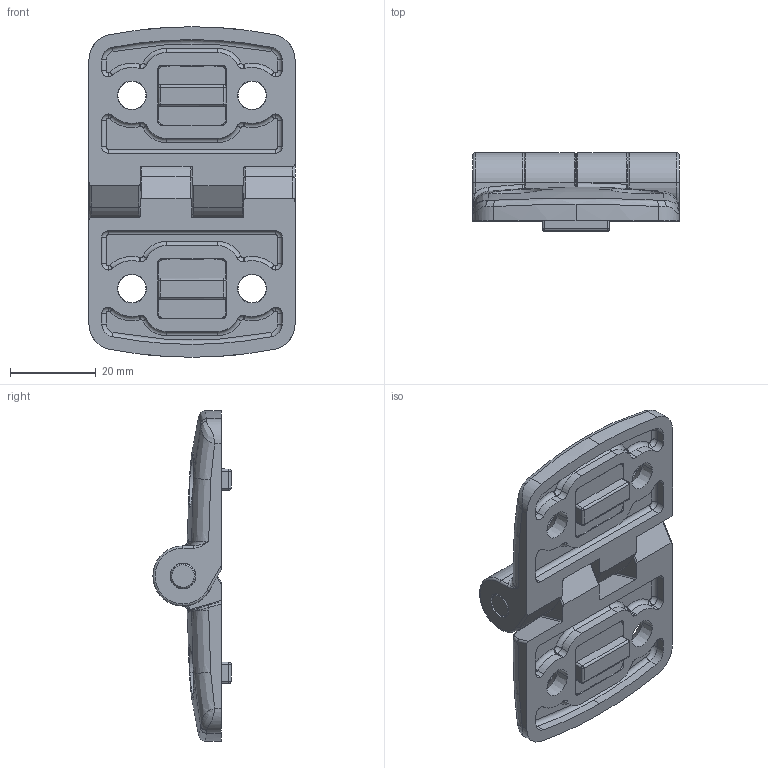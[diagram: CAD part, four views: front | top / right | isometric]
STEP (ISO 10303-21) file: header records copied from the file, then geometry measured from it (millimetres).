
FILE_DESCRIPTION (( 'STEP AP214' ), '1' );
FILE_NAME ('095a4040f.STEP', '2014-08-14T09:08:59', ( '' ), ( '' ), 'SwSTEP 2.0', 'SolidWorks 2014', '' );
FILE_SCHEMA (( 'AUTOMOTIVE_DESIGN' ));
Length unit declared in the file: millimetre
Products named in the file (4): 095an05_095 a n05; 095a-02e; 095a40f_095A40F - 114345; 095a4040f
Assembly tree (5 placements, depth 2):
  095a4040f
    095a40f_095A40F - 114345  x2
    095a-02e
    095an05_095 a n05  x2
Bounding box: 48 x 18.2 x 77 mm (x, y, z)
Volume: 23286.2 mm3; surface area: 15445.6 mm2
Topology: 5 solids, 5 shells, 791 faces, 1964 edges, 1155 vertices
Faces by surface type: plane 268, cylinder 261, torus 124, bspline 70, cone 52, sphere 16
Entity records: 16654 total; most frequent: CARTESIAN_POINT 5002, DIRECTION 2441, ORIENTED_EDGE 2440, EDGE_CURVE 1220, AXIS2_PLACEMENT_3D 952, VERTEX_POINT 735, LINE 537, VECTOR 537
